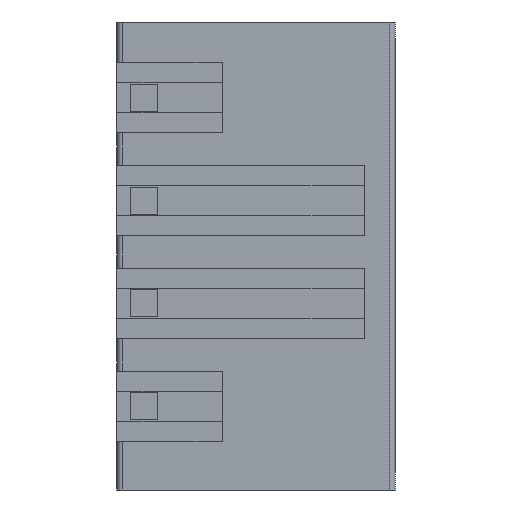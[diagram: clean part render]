
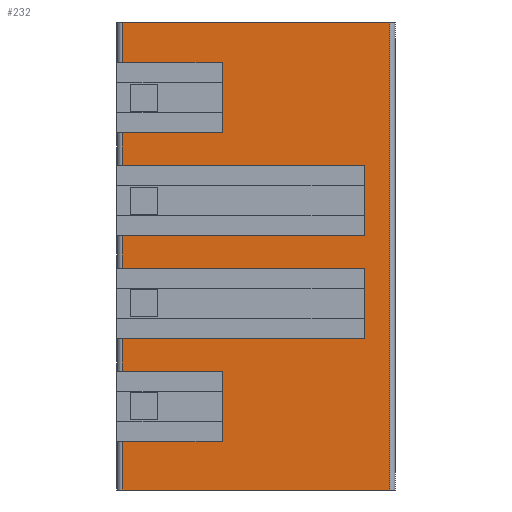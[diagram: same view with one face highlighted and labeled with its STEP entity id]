
A CAD part, front view. The second image highlights one B-rep face of the part: STEP entity #232.
In plain terms, the highlighted planar face has unit normal (0, -1, 0).
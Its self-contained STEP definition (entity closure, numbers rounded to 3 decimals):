
#232 = ADVANCED_FACE( '', ( #590 ), #591, .F. );
#590 = FACE_OUTER_BOUND( '', #1084, .T. );
#591 = PLANE( '', #1085 );
#1084 = EDGE_LOOP( '', ( #1711, #1712, #1713, #1714, #1715, #1716, #1717, #1718, #1719, #1720, #1721, #1722, #1723, #1724, #1725, #1726, #1727, #1728, #1729, #1730 ) );
#1085 = AXIS2_PLACEMENT_3D( '', #1731, #1732, #1733 );
#1711 = ORIENTED_EDGE( '', *, *, #3142, .F. );
#1712 = ORIENTED_EDGE( '', *, *, #3143, .T. );
#1713 = ORIENTED_EDGE( '', *, *, #3056, .T. );
#1714 = ORIENTED_EDGE( '', *, *, #3144, .T. );
#1715 = ORIENTED_EDGE( '', *, *, #3026, .F. );
#1716 = ORIENTED_EDGE( '', *, *, #3145, .T. );
#1717 = ORIENTED_EDGE( '', *, *, #3146, .T. );
#1718 = ORIENTED_EDGE( '', *, *, #3147, .T. );
#1719 = ORIENTED_EDGE( '', *, *, #3148, .F. );
#1720 = ORIENTED_EDGE( '', *, *, #3149, .T. );
#1721 = ORIENTED_EDGE( '', *, *, #3150, .T. );
#1722 = ORIENTED_EDGE( '', *, *, #3151, .T. );
#1723 = ORIENTED_EDGE( '', *, *, #3152, .T. );
#1724 = ORIENTED_EDGE( '', *, *, #3153, .F. );
#1725 = ORIENTED_EDGE( '', *, *, #3039, .F. );
#1726 = ORIENTED_EDGE( '', *, *, #3095, .T. );
#1727 = ORIENTED_EDGE( '', *, *, #3154, .F. );
#1728 = ORIENTED_EDGE( '', *, *, #3155, .T. );
#1729 = ORIENTED_EDGE( '', *, *, #3156, .T. );
#1730 = ORIENTED_EDGE( '', *, *, #3157, .T. );
#1731 = CARTESIAN_POINT( '', ( -0.8, 0., 17.33 ) );
#1732 = DIRECTION( '', ( 0., 1., 0. ) );
#1733 = DIRECTION( '', ( 0., 0., 1. ) );
#3026 = EDGE_CURVE( '', #3637, #3630, #3639, .T. );
#3039 = EDGE_CURVE( '', #3661, #3663, #3664, .T. );
#3056 = EDGE_CURVE( '', #3693, #3691, #3694, .T. );
#3095 = EDGE_CURVE( '', #3661, #3757, #3760, .T. );
#3142 = EDGE_CURVE( '', #3839, #3840, #3841, .T. );
#3143 = EDGE_CURVE( '', #3839, #3693, #3842, .T. );
#3144 = EDGE_CURVE( '', #3691, #3630, #3843, .T. );
#3145 = EDGE_CURVE( '', #3637, #3844, #3845, .T. );
#3146 = EDGE_CURVE( '', #3844, #3846, #3847, .T. );
#3147 = EDGE_CURVE( '', #3846, #3848, #3849, .T. );
#3148 = EDGE_CURVE( '', #3850, #3848, #3851, .T. );
#3149 = EDGE_CURVE( '', #3850, #3852, #3853, .T. );
#3150 = EDGE_CURVE( '', #3852, #3854, #3855, .T. );
#3151 = EDGE_CURVE( '', #3854, #3856, #3857, .T. );
#3152 = EDGE_CURVE( '', #3856, #3858, #3859, .T. );
#3153 = EDGE_CURVE( '', #3663, #3858, #3860, .T. );
#3154 = EDGE_CURVE( '', #3861, #3757, #3862, .T. );
#3155 = EDGE_CURVE( '', #3861, #3863, #3864, .T. );
#3156 = EDGE_CURVE( '', #3863, #3865, #3866, .T. );
#3157 = EDGE_CURVE( '', #3865, #3840, #3867, .T. );
#3630 = VERTEX_POINT( '', #4531 );
#3637 = VERTEX_POINT( '', #4540 );
#3639 = LINE( '', #4543, #4544 );
#3661 = VERTEX_POINT( '', #4575 );
#3663 = VERTEX_POINT( '', #4577 );
#3664 = LINE( '', #4578, #4579 );
#3691 = VERTEX_POINT( '', #4614 );
#3693 = VERTEX_POINT( '', #4616 );
#3694 = LINE( '', #4617, #4618 );
#3757 = VERTEX_POINT( '', #4709 );
#3760 = LINE( '', #4712, #4713 );
#3839 = VERTEX_POINT( '', #4828 );
#3840 = VERTEX_POINT( '', #4829 );
#3841 = LINE( '', #4830, #4831 );
#3842 = LINE( '', #4832, #4833 );
#3843 = LINE( '', #4834, #4835 );
#3844 = VERTEX_POINT( '', #4836 );
#3845 = LINE( '', #4837, #4838 );
#3846 = VERTEX_POINT( '', #4839 );
#3847 = LINE( '', #4840, #4841 );
#3848 = VERTEX_POINT( '', #4842 );
#3849 = LINE( '', #4843, #4844 );
#3850 = VERTEX_POINT( '', #4845 );
#3851 = LINE( '', #4846, #4847 );
#3852 = VERTEX_POINT( '', #4848 );
#3853 = LINE( '', #4849, #4850 );
#3854 = VERTEX_POINT( '', #4851 );
#3855 = LINE( '', #4852, #4853 );
#3856 = VERTEX_POINT( '', #4854 );
#3857 = LINE( '', #4855, #4856 );
#3858 = VERTEX_POINT( '', #4857 );
#3859 = LINE( '', #4858, #4859 );
#3860 = LINE( '', #4860, #4861 );
#3861 = VERTEX_POINT( '', #4862 );
#3862 = LINE( '', #4863, #4864 );
#3863 = VERTEX_POINT( '', #4865 );
#3864 = LINE( '', #4866, #4867 );
#3865 = VERTEX_POINT( '', #4868 );
#3866 = LINE( '', #4869, #4870 );
#3867 = LINE( '', #4871, #4872 );
#4531 = CARTESIAN_POINT( '', ( -0.8, 0., 8.21 ) );
#4540 = CARTESIAN_POINT( '', ( 8.15, 0., 8.21 ) );
#4543 = CARTESIAN_POINT( '', ( 8.15, 0., 8.21 ) );
#4544 = VECTOR( '', #5829, 1000. );
#4575 = CARTESIAN_POINT( '', ( -0.8, 0., 17.33 ) );
#4577 = CARTESIAN_POINT( '', ( 9.1, 0., 17.33 ) );
#4578 = CARTESIAN_POINT( '', ( -0.8, 0., 17.33 ) );
#4579 = VECTOR( '', #5842, 1000. );
#4614 = CARTESIAN_POINT( '', ( -0.8, 0., 9.42 ) );
#4616 = CARTESIAN_POINT( '', ( 8.15, 0., 9.42 ) );
#4617 = CARTESIAN_POINT( '', ( 8.15, 0., 9.42 ) );
#4618 = VECTOR( '', #5866, 1000. );
#4709 = CARTESIAN_POINT( '', ( -0.8, 0., 15.83 ) );
#4712 = CARTESIAN_POINT( '', ( -0.8, 0., 17.33 ) );
#4713 = VECTOR( '', #5901, 1000. );
#4828 = CARTESIAN_POINT( '', ( 8.15, 0., 12.02 ) );
#4829 = CARTESIAN_POINT( '', ( -0.8, 0., 12.02 ) );
#4830 = CARTESIAN_POINT( '', ( 8.15, 0., 12.02 ) );
#4831 = VECTOR( '', #5938, 1000. );
#4832 = CARTESIAN_POINT( '', ( 8.15, 0., 12.02 ) );
#4833 = VECTOR( '', #5939, 1000. );
#4834 = CARTESIAN_POINT( '', ( -0.8, 0., 17.33 ) );
#4835 = VECTOR( '', #5940, 1000. );
#4836 = CARTESIAN_POINT( '', ( 8.15, 0., 5.61 ) );
#4837 = CARTESIAN_POINT( '', ( 8.15, 0., 8.21 ) );
#4838 = VECTOR( '', #5941, 1000. );
#4839 = CARTESIAN_POINT( '', ( -0.8, 0., 5.61 ) );
#4840 = CARTESIAN_POINT( '', ( 8.15, 0., 5.61 ) );
#4841 = VECTOR( '', #5942, 1000. );
#4842 = CARTESIAN_POINT( '', ( -0.8, 0., 4.4 ) );
#4843 = CARTESIAN_POINT( '', ( -0.8, 0., 17.33 ) );
#4844 = VECTOR( '', #5943, 1000. );
#4845 = CARTESIAN_POINT( '', ( 2.9, 0., 4.4 ) );
#4846 = CARTESIAN_POINT( '', ( 2.9, 0., 4.4 ) );
#4847 = VECTOR( '', #5944, 1000. );
#4848 = CARTESIAN_POINT( '', ( 2.9, 0., 1.8 ) );
#4849 = CARTESIAN_POINT( '', ( 2.9, 0., 4.4 ) );
#4850 = VECTOR( '', #5945, 1000. );
#4851 = CARTESIAN_POINT( '', ( -0.8, 0., 1.8 ) );
#4852 = CARTESIAN_POINT( '', ( 2.9, 0., 1.8 ) );
#4853 = VECTOR( '', #5946, 1000. );
#4854 = CARTESIAN_POINT( '', ( -0.8, 0., 0. ) );
#4855 = CARTESIAN_POINT( '', ( -0.8, 0., 17.33 ) );
#4856 = VECTOR( '', #5947, 1000. );
#4857 = CARTESIAN_POINT( '', ( 9.1, 0., 0. ) );
#4858 = CARTESIAN_POINT( '', ( -0.8, 0., 0. ) );
#4859 = VECTOR( '', #5948, 1000. );
#4860 = CARTESIAN_POINT( '', ( 9.1, 0., 17.33 ) );
#4861 = VECTOR( '', #5949, 1000. );
#4862 = CARTESIAN_POINT( '', ( 2.9, 0., 15.83 ) );
#4863 = CARTESIAN_POINT( '', ( 2.9, 0., 15.83 ) );
#4864 = VECTOR( '', #5950, 1000. );
#4865 = CARTESIAN_POINT( '', ( 2.9, 0., 13.23 ) );
#4866 = CARTESIAN_POINT( '', ( 2.9, 0., 15.83 ) );
#4867 = VECTOR( '', #5951, 1000. );
#4868 = CARTESIAN_POINT( '', ( -0.8, 0., 13.23 ) );
#4869 = CARTESIAN_POINT( '', ( 2.9, 0., 13.23 ) );
#4870 = VECTOR( '', #5952, 1000. );
#4871 = CARTESIAN_POINT( '', ( -0.8, 0., 17.33 ) );
#4872 = VECTOR( '', #5953, 1000. );
#5829 = DIRECTION( '', ( -1., 0., 0. ) );
#5842 = DIRECTION( '', ( 1., 0., 0. ) );
#5866 = DIRECTION( '', ( -1., 0., 0. ) );
#5901 = DIRECTION( '', ( 0., 0., -1. ) );
#5938 = DIRECTION( '', ( -1., 0., 0. ) );
#5939 = DIRECTION( '', ( 0., 0., -1. ) );
#5940 = DIRECTION( '', ( 0., 0., -1. ) );
#5941 = DIRECTION( '', ( 0., 0., -1. ) );
#5942 = DIRECTION( '', ( -1., 0., 0. ) );
#5943 = DIRECTION( '', ( 0., 0., -1. ) );
#5944 = DIRECTION( '', ( -1., 0., 0. ) );
#5945 = DIRECTION( '', ( 0., 0., -1. ) );
#5946 = DIRECTION( '', ( -1., 0., 0. ) );
#5947 = DIRECTION( '', ( 0., 0., -1. ) );
#5948 = DIRECTION( '', ( 1., 0., 0. ) );
#5949 = DIRECTION( '', ( 0., 0., -1. ) );
#5950 = DIRECTION( '', ( -1., 0., 0. ) );
#5951 = DIRECTION( '', ( 0., 0., -1. ) );
#5952 = DIRECTION( '', ( -1., 0., 0. ) );
#5953 = DIRECTION( '', ( 0., 0., -1. ) );
